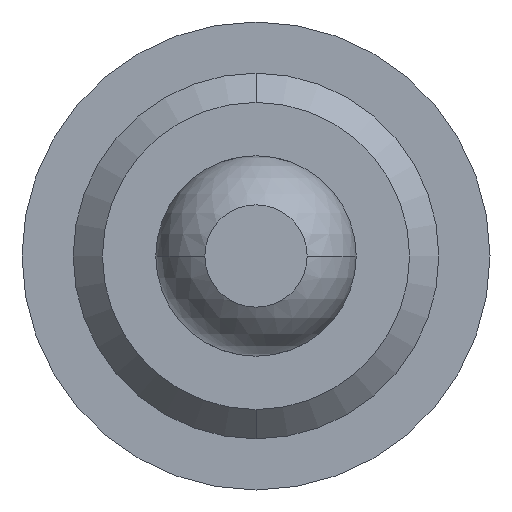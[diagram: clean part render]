
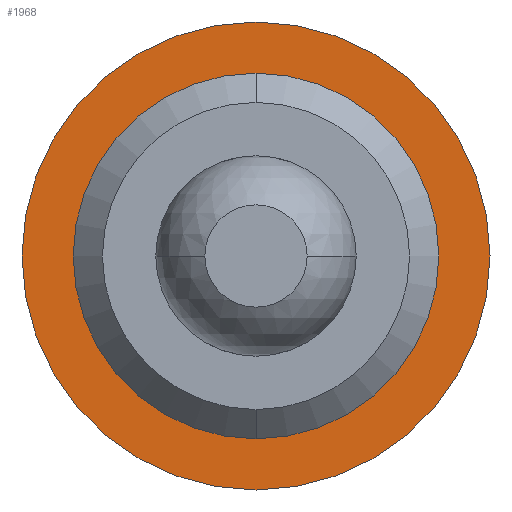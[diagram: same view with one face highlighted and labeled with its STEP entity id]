
A CAD part, front view. The second image highlights one B-rep face of the part: STEP entity #1968.
In plain terms, the highlighted planar face has unit normal (0, -1, 0).
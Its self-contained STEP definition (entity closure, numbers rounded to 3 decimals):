
#32 = DIRECTION ( 'NONE',  ( 0., 0., 1. ) ) ;
#86 = CIRCLE ( 'NONE', #1238, 1.6 ) ;
#106 = CARTESIAN_POINT ( 'NONE',  ( 0., 6.7, 0. ) ) ;
#124 = DIRECTION ( 'NONE',  ( 0., -1., 0. ) ) ;
#739 = EDGE_CURVE ( 'Defeature ausgef�hrt2_6+Defeature ausgef�hrt2_2+Defeature ausgef�hrt2_2+Defeature ausgef�hrt2_2', #5398, #3734, #1658, .T. ) ;
#926 = FACE_BOUND ( 'NONE', #1220, .T. ) ;
#934 = ORIENTED_EDGE ( 'NONE', *, *, #3378, .F. ) ;
#1077 = CARTESIAN_POINT ( 'NONE',  ( 0., 6.7, 0. ) ) ;
#1220 = EDGE_LOOP ( 'NONE', ( #5408, #934 ) ) ;
#1238 = AXIS2_PLACEMENT_3D ( 'NONE', #4146, #5067, #32 ) ;
#1333 = CARTESIAN_POINT ( 'NONE',  ( 0., 6.7, 1.6 ) ) ;
#1438 = CARTESIAN_POINT ( 'NONE',  ( 1.09, 6.7, 0. ) ) ;
#1443 = DIRECTION ( 'NONE',  ( 0., 0., -1. ) ) ;
#1501 = ORIENTED_EDGE ( 'NONE', *, *, #3425, .F. ) ;
#1658 = CIRCLE ( 'NONE', #3993, 1.25 ) ;
#1759 = AXIS2_PLACEMENT_3D ( 'NONE', #1438, #2355, #3255 ) ;
#1968 = ADVANCED_FACE ( 'Defeature ausgef�hrt2_2', ( #926, #2501 ), #3628, .F. ) ;
#1994 = DIRECTION ( 'NONE',  ( 0., 0., -1. ) ) ;
#2185 = VERTEX_POINT ( 'NONE', #1333 ) ;
#2330 = AXIS2_PLACEMENT_3D ( 'NONE', #2827, #3759, #5611 ) ;
#2355 = DIRECTION ( 'NONE',  ( 0., 1., 0. ) ) ;
#2501 = FACE_OUTER_BOUND ( 'NONE', #4119, .T. ) ;
#2827 = CARTESIAN_POINT ( 'NONE',  ( 0., 6.7, 0. ) ) ;
#2865 = DIRECTION ( 'NONE',  ( 0., -1., 0. ) ) ;
#2918 = CARTESIAN_POINT ( 'NONE',  ( 0., 6.7, -1.6 ) ) ;
#3255 = DIRECTION ( 'NONE',  ( 0., 0., 1. ) ) ;
#3378 = EDGE_CURVE ( 'Defeature ausgef�hrt2_6+Defeature ausgef�hrt2_2+Defeature ausgef�hrt2_2+Defeature ausgef�hrt2_2', #3734, #5398, #5466, .T. ) ;
#3425 = EDGE_CURVE ( 'Defeature ausgef�hrt2_1+Defeature ausgef�hrt2_2+Defeature ausgef�hrt2_2+Defeature ausgef�hrt2_2', #2185, #5674, #5931, .T. ) ;
#3628 = PLANE ( 'NONE',  #1759 ) ;
#3734 = VERTEX_POINT ( 'NONE', #5935 ) ;
#3759 = DIRECTION ( 'NONE',  ( 0., 1., 0. ) ) ;
#3973 = AXIS2_PLACEMENT_3D ( 'NONE', #1077, #2865, #1443 ) ;
#3993 = AXIS2_PLACEMENT_3D ( 'NONE', #106, #124, #1994 ) ;
#4119 = EDGE_LOOP ( 'NONE', ( #1501, #5530 ) ) ;
#4146 = CARTESIAN_POINT ( 'NONE',  ( 0., 6.7, 0. ) ) ;
#5067 = DIRECTION ( 'NONE',  ( 0., 1., 0. ) ) ;
#5398 = VERTEX_POINT ( 'NONE', #5404 ) ;
#5404 = CARTESIAN_POINT ( 'NONE',  ( 0., 6.7, -1.25 ) ) ;
#5408 = ORIENTED_EDGE ( 'NONE', *, *, #739, .F. ) ;
#5466 = CIRCLE ( 'NONE', #3973, 1.25 ) ;
#5530 = ORIENTED_EDGE ( 'NONE', *, *, #5882, .F. ) ;
#5611 = DIRECTION ( 'NONE',  ( 0., 0., 1. ) ) ;
#5674 = VERTEX_POINT ( 'NONE', #2918 ) ;
#5882 = EDGE_CURVE ( 'Defeature ausgef�hrt2_1+Defeature ausgef�hrt2_2+Defeature ausgef�hrt2_2+Defeature ausgef�hrt2_2', #5674, #2185, #86, .T. ) ;
#5931 = CIRCLE ( 'NONE', #2330, 1.6 ) ;
#5935 = CARTESIAN_POINT ( 'NONE',  ( 0., 6.7, 1.25 ) ) ;
